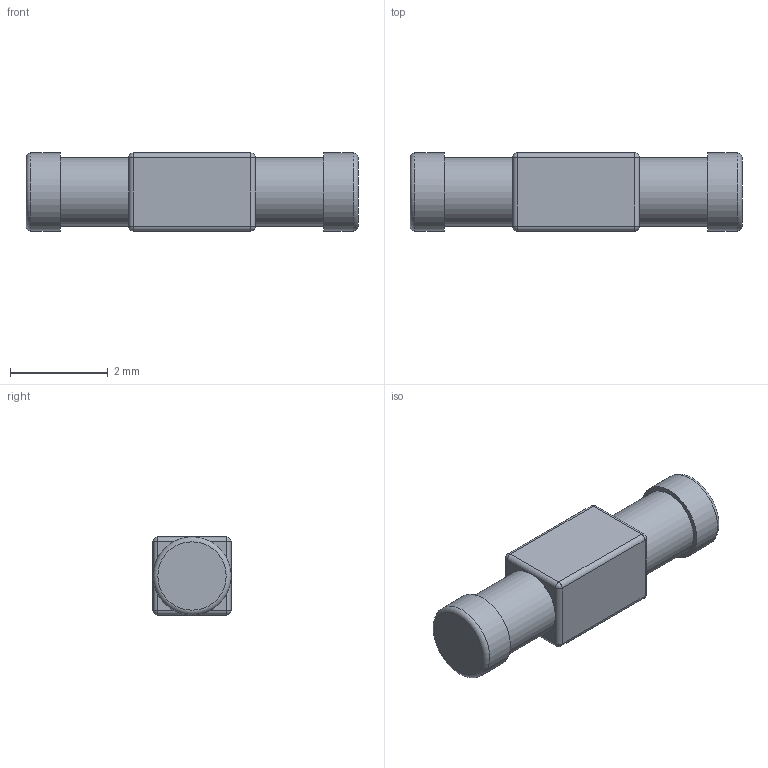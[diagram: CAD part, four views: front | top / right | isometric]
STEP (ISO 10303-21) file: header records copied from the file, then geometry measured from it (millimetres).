
FILE_DESCRIPTION( ( '' ), ' ' );
FILE_NAME( '5a5cf453cd127b0e72448029.step', '2018-01-15T18:34:59', ( '' ), ( '' ), ' ', ' ', ' ' );
FILE_SCHEMA( ( 'AUTOMOTIVE_DESIGN { 1 0 10303 214 1 1 1 1 }' ) );
Length unit declared in the file: metre
Products named in the file (1): Open CASCADE STEP translator 6.8 1
Bounding box: 6.8 x 1.6 x 1.6 mm (x, y, z)
Volume: 13.7 mm3; surface area: 41.5 mm2
Topology: 1 solids, 1 shells, 42 faces, 87 edges, 41 vertices
Faces by surface type: plane 16, cylinder 16, sphere 8, torus 2
Full cylindrical faces by diameter (mm): 1.4 x2, 1.6 x2
Entity records: 1696 total; most frequent: DIRECTION 198, CARTESIAN_POINT 155, ORIENTED_EDGE 144, STYLED_ITEM 114, PRESENTATION_STYLE_ASSIGNMENT 114, COLOUR_RGB 114, AXIS2_PLACEMENT_3D 83, EDGE_CURVE 72
